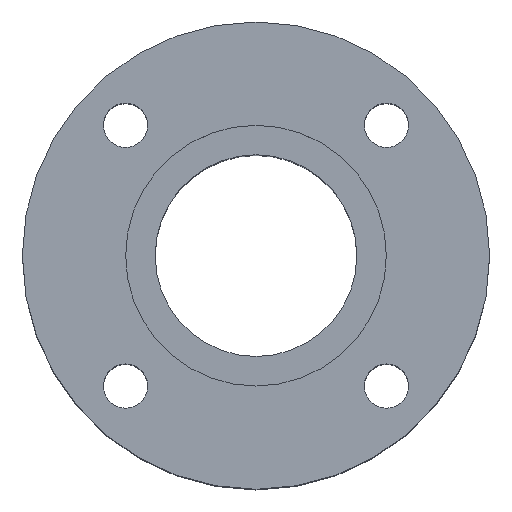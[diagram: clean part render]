
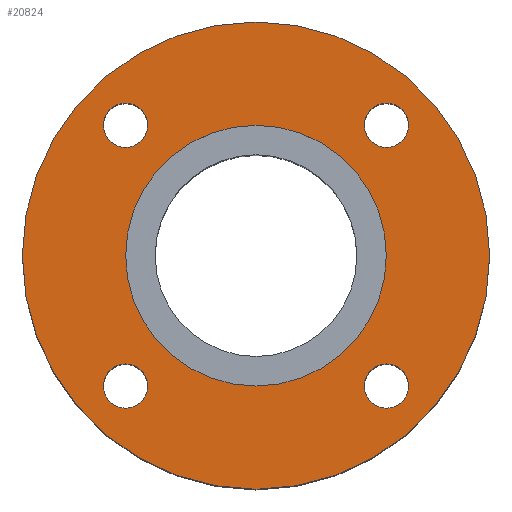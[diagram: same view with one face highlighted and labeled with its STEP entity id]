
A CAD part, top view. The second image highlights one B-rep face of the part: STEP entity #20824.
In plain terms, the highlighted planar face has unit normal (0, 0, 1).
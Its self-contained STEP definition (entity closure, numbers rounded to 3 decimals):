
#127 = DIRECTION ( 'NONE',  ( -1., 0., 0. ) ) ;
#453 = EDGE_CURVE ( 'NONE', #23424, #6819, #4244, .T. ) ;
#475 = VERTEX_POINT ( 'NONE', #3151 ) ;
#607 = DIRECTION ( 'NONE',  ( 0., 0., 1. ) ) ;
#1255 = CIRCLE ( 'NONE', #5291, 53. ) ;
#1349 = EDGE_CURVE ( 'NONE', #17137, #5399, #17050, .T. ) ;
#1778 = DIRECTION ( 'NONE',  ( 0., 0., 1. ) ) ;
#2194 = ORIENTED_EDGE ( 'NONE', *, *, #18914, .F. ) ;
#2330 = DIRECTION ( 'NONE',  ( 0., 0., 1. ) ) ;
#3103 = ORIENTED_EDGE ( 'NONE', *, *, #18296, .F. ) ;
#3151 = CARTESIAN_POINT ( 'NONE',  ( 53., 0., -0.5 ) ) ;
#3359 = CARTESIAN_POINT ( 'NONE',  ( 53.033, -53.033, -0.5 ) ) ;
#3497 = EDGE_CURVE ( 'NONE', #9075, #6206, #26648, .T. ) ;
#4244 = CIRCLE ( 'NONE', #30937, 95. ) ;
#4305 = AXIS2_PLACEMENT_3D ( 'NONE', #9120, #21264, #13552 ) ;
#4344 = CIRCLE ( 'NONE', #29496, 9. ) ;
#4389 = CIRCLE ( 'NONE', #18992, 53. ) ;
#4541 = DIRECTION ( 'NONE',  ( 0., 0., 1. ) ) ;
#4793 = CARTESIAN_POINT ( 'NONE',  ( -44.033, 53.033, -0.5 ) ) ;
#5021 = ORIENTED_EDGE ( 'NONE', *, *, #26613, .F. ) ;
#5291 = AXIS2_PLACEMENT_3D ( 'NONE', #24862, #19592, #9494 ) ;
#5337 = DIRECTION ( 'NONE',  ( -1., 0., 0. ) ) ;
#5399 = VERTEX_POINT ( 'NONE', #7698 ) ;
#5412 = EDGE_CURVE ( 'NONE', #6819, #23424, #11601, .T. ) ;
#5439 = AXIS2_PLACEMENT_3D ( 'NONE', #13454, #1778, #27927 ) ;
#6206 = VERTEX_POINT ( 'NONE', #4793 ) ;
#6764 = AXIS2_PLACEMENT_3D ( 'NONE', #24693, #24543, #127 ) ;
#6774 = ORIENTED_EDGE ( 'NONE', *, *, #10100, .F. ) ;
#6819 = VERTEX_POINT ( 'NONE', #23946 ) ;
#6886 = EDGE_CURVE ( 'NONE', #19821, #7960, #24351, .T. ) ;
#7060 = CARTESIAN_POINT ( 'NONE',  ( -62.033, -53.033, -0.5 ) ) ;
#7631 = DIRECTION ( 'NONE',  ( 0., 0., 1. ) ) ;
#7677 = FACE_BOUND ( 'NONE', #13182, .T. ) ;
#7698 = CARTESIAN_POINT ( 'NONE',  ( 44.033, 53.033, -0.5 ) ) ;
#7960 = VERTEX_POINT ( 'NONE', #27803 ) ;
#8257 = AXIS2_PLACEMENT_3D ( 'NONE', #3359, #7631, #14742 ) ;
#9025 = AXIS2_PLACEMENT_3D ( 'NONE', #28476, #2330, #25952 ) ;
#9075 = VERTEX_POINT ( 'NONE', #23793 ) ;
#9120 = CARTESIAN_POINT ( 'NONE',  ( -53.033, 53.033, -0.5 ) ) ;
#9307 = EDGE_CURVE ( 'NONE', #9618, #25457, #9780, .T. ) ;
#9494 = DIRECTION ( 'NONE',  ( 1., 0., 0. ) ) ;
#9618 = VERTEX_POINT ( 'NONE', #21326 ) ;
#9780 = CIRCLE ( 'NONE', #8257, 9. ) ;
#9904 = ORIENTED_EDGE ( 'NONE', *, *, #3497, .F. ) ;
#10067 = DIRECTION ( 'NONE',  ( 1., 0., 0. ) ) ;
#10098 = DIRECTION ( 'NONE',  ( 1., 0., 0. ) ) ;
#10100 = EDGE_CURVE ( 'NONE', #5399, #17137, #16290, .T. ) ;
#10361 = CARTESIAN_POINT ( 'NONE',  ( 53.033, -53.033, -0.5 ) ) ;
#10662 = DIRECTION ( 'NONE',  ( 0., 0., 1. ) ) ;
#10784 = ORIENTED_EDGE ( 'NONE', *, *, #28993, .F. ) ;
#11005 = ORIENTED_EDGE ( 'NONE', *, *, #1349, .F. ) ;
#11528 = CARTESIAN_POINT ( 'NONE',  ( -53., 0., -0.5 ) ) ;
#11601 = CIRCLE ( 'NONE', #19679, 95. ) ;
#11786 = DIRECTION ( 'NONE',  ( 1., 0., 0. ) ) ;
#12117 = ORIENTED_EDGE ( 'NONE', *, *, #9307, .F. ) ;
#12479 = EDGE_LOOP ( 'NONE', ( #5021, #19918 ) ) ;
#12583 = FACE_BOUND ( 'NONE', #22339, .T. ) ;
#12629 = CARTESIAN_POINT ( 'NONE',  ( 0., 0., -0.5 ) ) ;
#12803 = AXIS2_PLACEMENT_3D ( 'NONE', #22650, #607, #5337 ) ;
#13054 = CARTESIAN_POINT ( 'NONE',  ( 0., 0., -0.5 ) ) ;
#13065 = CARTESIAN_POINT ( 'NONE',  ( 62.033, 53.033, -0.5 ) ) ;
#13182 = EDGE_LOOP ( 'NONE', ( #3103, #12117 ) ) ;
#13381 = EDGE_LOOP ( 'NONE', ( #2194, #9904 ) ) ;
#13454 = CARTESIAN_POINT ( 'NONE',  ( 53.033, 53.033, -0.5 ) ) ;
#13509 = ORIENTED_EDGE ( 'NONE', *, *, #5412, .T. ) ;
#13552 = DIRECTION ( 'NONE',  ( 0., 1., 0. ) ) ;
#14742 = DIRECTION ( 'NONE',  ( 0., -1., 0. ) ) ;
#14954 = FACE_OUTER_BOUND ( 'NONE', #25835, .T. ) ;
#15255 = CARTESIAN_POINT ( 'NONE',  ( 0., 0., -0.5 ) ) ;
#15572 = DIRECTION ( 'NONE',  ( 1., 0., 0. ) ) ;
#16060 = CARTESIAN_POINT ( 'NONE',  ( 53.033, 53.033, -0.5 ) ) ;
#16290 = CIRCLE ( 'NONE', #16819, 9. ) ;
#16819 = AXIS2_PLACEMENT_3D ( 'NONE', #16060, #4541, #11786 ) ;
#16853 = FACE_BOUND ( 'NONE', #31038, .T. ) ;
#17050 = CIRCLE ( 'NONE', #5439, 9. ) ;
#17137 = VERTEX_POINT ( 'NONE', #13065 ) ;
#17314 = FACE_BOUND ( 'NONE', #12479, .T. ) ;
#17339 = DIRECTION ( 'NONE',  ( 0., 0., 1. ) ) ;
#17473 = PLANE ( 'NONE',  #6764 ) ;
#17726 = DIRECTION ( 'NONE',  ( -1., 0., 0. ) ) ;
#18296 = EDGE_CURVE ( 'NONE', #25457, #9618, #21899, .T. ) ;
#18914 = EDGE_CURVE ( 'NONE', #6206, #9075, #23420, .T. ) ;
#18992 = AXIS2_PLACEMENT_3D ( 'NONE', #15255, #10662, #10067 ) ;
#19030 = ORIENTED_EDGE ( 'NONE', *, *, #23869, .F. ) ;
#19592 = DIRECTION ( 'NONE',  ( 0., 0., 1. ) ) ;
#19679 = AXIS2_PLACEMENT_3D ( 'NONE', #13054, #17339, #15572 ) ;
#19821 = VERTEX_POINT ( 'NONE', #7060 ) ;
#19918 = ORIENTED_EDGE ( 'NONE', *, *, #6886, .F. ) ;
#19948 = DIRECTION ( 'NONE',  ( 0., 0., 1. ) ) ;
#20235 = ORIENTED_EDGE ( 'NONE', *, *, #453, .T. ) ;
#20277 = DIRECTION ( 'NONE',  ( 0., 0., 1. ) ) ;
#20725 = CARTESIAN_POINT ( 'NONE',  ( -95., 0., -0.5 ) ) ;
#20824 = ADVANCED_FACE ( 'NONE', ( #7677, #17314, #26904, #16853, #12583, #14954 ), #17473, .F. ) ;
#21264 = DIRECTION ( 'NONE',  ( 0., 0., 1. ) ) ;
#21326 = CARTESIAN_POINT ( 'NONE',  ( 44.033, -53.033, -0.5 ) ) ;
#21899 = CIRCLE ( 'NONE', #25906, 9. ) ;
#22339 = EDGE_LOOP ( 'NONE', ( #10784, #19030 ) ) ;
#22650 = CARTESIAN_POINT ( 'NONE',  ( -53.033, -53.033, -0.5 ) ) ;
#23420 = CIRCLE ( 'NONE', #4305, 9. ) ;
#23424 = VERTEX_POINT ( 'NONE', #20725 ) ;
#23793 = CARTESIAN_POINT ( 'NONE',  ( -62.033, 53.033, -0.5 ) ) ;
#23869 = EDGE_CURVE ( 'NONE', #29773, #475, #1255, .T. ) ;
#23946 = CARTESIAN_POINT ( 'NONE',  ( 95., 0., -0.5 ) ) ;
#24351 = CIRCLE ( 'NONE', #12803, 9. ) ;
#24543 = DIRECTION ( 'NONE',  ( 0., 0., -1. ) ) ;
#24693 = CARTESIAN_POINT ( 'NONE',  ( 0., 53., -0.5 ) ) ;
#24862 = CARTESIAN_POINT ( 'NONE',  ( 0., 0., -0.5 ) ) ;
#24885 = DIRECTION ( 'NONE',  ( 0., 0., 1. ) ) ;
#25457 = VERTEX_POINT ( 'NONE', #30890 ) ;
#25835 = EDGE_LOOP ( 'NONE', ( #13509, #20235 ) ) ;
#25906 = AXIS2_PLACEMENT_3D ( 'NONE', #10361, #20277, #27515 ) ;
#25952 = DIRECTION ( 'NONE',  ( 0., 1., 0. ) ) ;
#26613 = EDGE_CURVE ( 'NONE', #7960, #19821, #4344, .T. ) ;
#26648 = CIRCLE ( 'NONE', #9025, 9. ) ;
#26904 = FACE_BOUND ( 'NONE', #13381, .T. ) ;
#27515 = DIRECTION ( 'NONE',  ( 0., -1., 0. ) ) ;
#27803 = CARTESIAN_POINT ( 'NONE',  ( -44.033, -53.033, -0.5 ) ) ;
#27927 = DIRECTION ( 'NONE',  ( 1., 0., 0. ) ) ;
#28476 = CARTESIAN_POINT ( 'NONE',  ( -53.033, 53.033, -0.5 ) ) ;
#28993 = EDGE_CURVE ( 'NONE', #475, #29773, #4389, .T. ) ;
#29496 = AXIS2_PLACEMENT_3D ( 'NONE', #29691, #19948, #17726 ) ;
#29691 = CARTESIAN_POINT ( 'NONE',  ( -53.033, -53.033, -0.5 ) ) ;
#29773 = VERTEX_POINT ( 'NONE', #11528 ) ;
#30890 = CARTESIAN_POINT ( 'NONE',  ( 62.033, -53.033, -0.5 ) ) ;
#30937 = AXIS2_PLACEMENT_3D ( 'NONE', #12629, #24885, #10098 ) ;
#31038 = EDGE_LOOP ( 'NONE', ( #11005, #6774 ) ) ;
